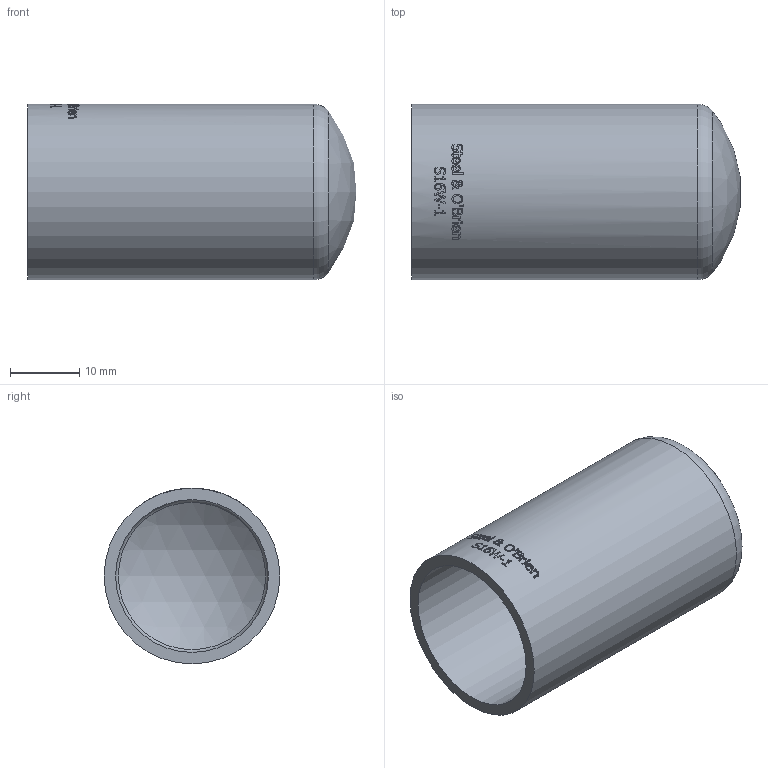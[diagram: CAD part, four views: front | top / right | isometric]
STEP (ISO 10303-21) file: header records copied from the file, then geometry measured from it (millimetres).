
FILE_DESCRIPTION(/* description */ (''),/* implementation_level */ '2;1');
FILE_NAME(/* name */ 'S16W-1.stp',/* time_stamp */ '2018-11-26T10:35:40-05:00',/* author */ ('rick'),/* organization */ (''),/* preprocessor_version */ 'ST-DEVELOPER v15.2',/* originating_system */ 'Autodesk Inventor 2014',/* authorisation */ '');
FILE_SCHEMA (('AUTOMOTIVE_DESIGN { 1 0 10303 214 3 1 1 }'));
Length unit declared in the file: inch
Products named in the file (1): S16W-1
Bounding box: 47.51 x 25.4 x 25.4 mm (x, y, z)
Volume: 6029.5 mm3; surface area: 7450.1 mm2
Topology: 1 solids, 1 shells, 315 faces, 849 edges, 566 vertices
Faces by surface type: bspline 156, plane 124, cylinder 31, sphere 2, torus 2
Full cylindrical faces by diameter (mm): 22.098 x1, 25.4 x1
Entity records: 12799 total; most frequent: CARTESIAN_POINT 5784, ORIENTED_EDGE 1686, DIRECTION 1003, EDGE_CURVE 843, VERTEX_POINT 564, LINE 379, VECTOR 379, EDGE_LOOP 349
